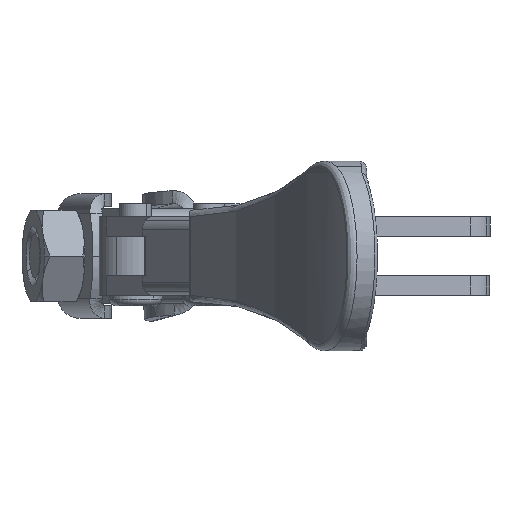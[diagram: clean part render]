
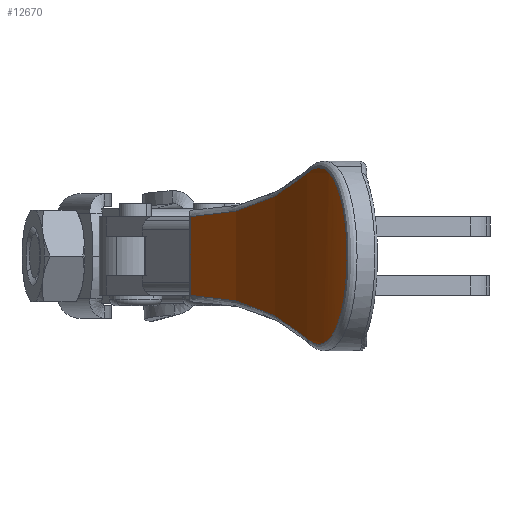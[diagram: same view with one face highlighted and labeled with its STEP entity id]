
A CAD part, left-side view. The second image highlights one B-rep face of the part: STEP entity #12670.
In plain terms, the highlighted cylindrical face has radius 77.611 mm (diameter 155.221 mm), a partial arc.
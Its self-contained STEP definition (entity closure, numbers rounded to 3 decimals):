
#12395=CARTESIAN_POINT('',(-49.109,-0.392,7.651));
#12396=VERTEX_POINT('',#12395);
#12404=CARTESIAN_POINT('',(-32.952,8.552,10.991));
#12405=VERTEX_POINT('',#12404);
#12406=CARTESIAN_POINT('',(-49.109,-0.392,7.651));
#12407=CARTESIAN_POINT('',(-48.081,0.026,8.046));
#12408=CARTESIAN_POINT('',(-47.049,0.471,8.409));
#12409=CARTESIAN_POINT('',(-45.088,1.37,9.036));
#12410=CARTESIAN_POINT('',(-44.159,1.818,9.305));
#12411=CARTESIAN_POINT('',(-42.655,2.581,9.696));
#12412=CARTESIAN_POINT('',(-42.078,2.883,9.835));
#12413=CARTESIAN_POINT('',(-41.145,3.387,10.042));
#12414=CARTESIAN_POINT('',(-40.787,3.583,10.117));
#12415=CARTESIAN_POINT('',(-39.716,4.183,10.329));
#12416=CARTESIAN_POINT('',(-39.007,4.595,10.451));
#12417=CARTESIAN_POINT('',(-37.174,5.699,10.723));
#12418=CARTESIAN_POINT('',(-36.057,6.412,10.843));
#12419=CARTESIAN_POINT('',(-34.281,7.609,10.958));
#12420=CARTESIAN_POINT('',(-33.613,8.076,10.984));
#12421=CARTESIAN_POINT('',(-32.952,8.552,10.991));
#12422=B_SPLINE_CURVE_WITH_KNOTS('',3,(#12406,#12407,#12408,#12409,#12410,#12411,#12412,#12413,#12414,#12415,#12416,#12417,#12418,#12419,#12420,#12421),.UNSPECIFIED.,.F.,.U.,(4,2,2,2,2,2,2,4),(0.105,0.46,0.78,0.981,1.106,1.356,1.756,2.002),.UNSPECIFIED.);
#12423=EDGE_CURVE('',#12396,#12405,#12422,.T.);
#12450=CARTESIAN_POINT('',(-32.952,8.552,16.996));
#12451=VERTEX_POINT('',#12450);
#12452=CARTESIAN_POINT('',(-32.952,8.552,10.991));
#12453=DIRECTION('',(0.0,0.0,1.0));
#12454=VECTOR('',#12453,6.005);
#12455=LINE('',#12452,#12454);
#12456=EDGE_CURVE('',#12405,#12451,#12455,.T.);
#12545=CARTESIAN_POINT('',(-49.109,-0.392,20.336));
#12546=VERTEX_POINT('',#12545);
#12554=CARTESIAN_POINT('',(-49.109,-0.392,20.336));
#12555=CARTESIAN_POINT('',(-50.278,-0.868,20.785));
#12556=CARTESIAN_POINT('',(-51.577,-1.359,20.863));
#12557=CARTESIAN_POINT('',(-54.681,-2.441,20.122));
#12558=CARTESIAN_POINT('',(-56.381,-2.944,18.833));
#12559=CARTESIAN_POINT('',(-58.277,-3.478,15.172));
#12560=CARTESIAN_POINT('',(-58.275,-3.477,12.807));
#12561=CARTESIAN_POINT('',(-56.597,-3.005,9.573));
#12562=CARTESIAN_POINT('',(-55.431,-2.664,8.488));
#12563=CARTESIAN_POINT('',(-53.135,-1.909,7.417));
#12564=CARTESIAN_POINT('',(-52.066,-1.534,7.2));
#12565=CARTESIAN_POINT('',(-50.366,-0.894,7.282));
#12566=CARTESIAN_POINT('',(-49.716,-0.639,7.418));
#12567=CARTESIAN_POINT('',(-49.109,-0.392,7.651));
#12568=B_SPLINE_CURVE_WITH_KNOTS('',3,(#12554,#12555,#12556,#12557,#12558,#12559,#12560,#12561,#12562,#12563,#12564,#12565,#12566,#12567),.UNSPECIFIED.,.F.,.U.,(4,2,2,2,2,2,4),(0.,0.404,1.008,1.642,2.103,2.439,2.649),.UNSPECIFIED.);
#12569=EDGE_CURVE('',#12546,#12396,#12568,.T.);
#12638=CARTESIAN_POINT('',(-32.952,8.552,16.996));
#12639=CARTESIAN_POINT('',(-34.582,7.377,17.014));
#12640=CARTESIAN_POINT('',(-36.26,6.263,17.144));
#12641=CARTESIAN_POINT('',(-39.766,4.127,17.634));
#12642=CARTESIAN_POINT('',(-41.599,3.111,18.008));
#12643=CARTESIAN_POINT('',(-44.608,1.596,18.804));
#12644=CARTESIAN_POINT('',(-45.771,1.046,19.155));
#12645=CARTESIAN_POINT('',(-47.659,0.21,19.795));
#12646=CARTESIAN_POINT('',(-48.385,-0.098,20.058));
#12647=CARTESIAN_POINT('',(-49.109,-0.392,20.336));
#12648=B_SPLINE_CURVE_WITH_KNOTS('',3,(#12638,#12639,#12640,#12641,#12642,#12643,#12644,#12645,#12646,#12647),.UNSPECIFIED.,.F.,.U.,(4,2,2,2,4),(0.0,0.606,1.247,1.647,1.897),.UNSPECIFIED.);
#12649=EDGE_CURVE('',#12451,#12546,#12648,.T.);
#12659=CARTESIAN_POINT('',(-78.353,71.498,20.743));
#12660=DIRECTION('',(0.,0.,-1.));
#12661=DIRECTION('',(-0.59,0.807,0.));
#12662=AXIS2_PLACEMENT_3D('',#12659,#12660,#12661);
#12663=CYLINDRICAL_SURFACE('',#12662,77.611);
#12664=ORIENTED_EDGE('',*,*,#12423,.F.);
#12665=ORIENTED_EDGE('',*,*,#12569,.F.);
#12666=ORIENTED_EDGE('',*,*,#12649,.F.);
#12667=ORIENTED_EDGE('',*,*,#12456,.F.);
#12668=EDGE_LOOP('',(#12664,#12665,#12666,#12667));
#12669=FACE_OUTER_BOUND('',#12668,.T.);
#12670=ADVANCED_FACE('',(#12669),#12663,.F.);
